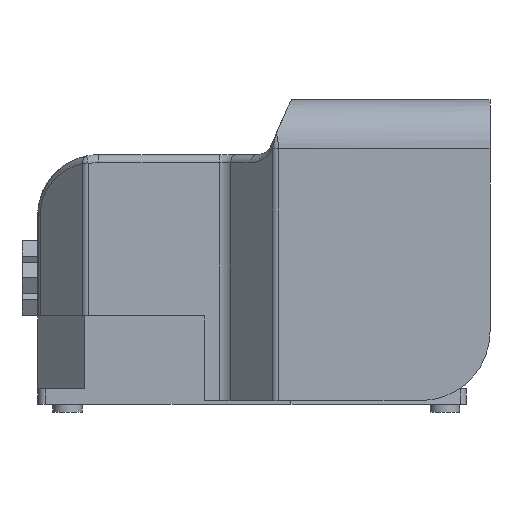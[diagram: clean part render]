
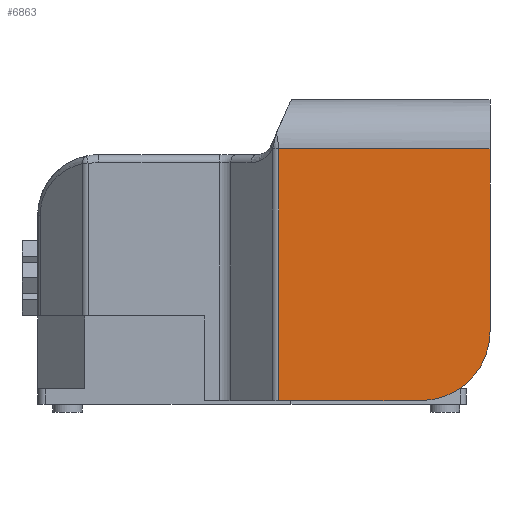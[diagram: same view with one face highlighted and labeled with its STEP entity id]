
A CAD part, front view. The second image highlights one B-rep face of the part: STEP entity #6863.
In plain terms, the highlighted planar face has unit normal (0, -1, 0).
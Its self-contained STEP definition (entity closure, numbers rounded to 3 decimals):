
#4419=CARTESIAN_POINT('',(80.0,-76.5,0.0));
#4420=VERTEX_POINT('',#4419);
#4427=CARTESIAN_POINT('',(7.446,-76.5,0.0));
#4428=VERTEX_POINT('',#4427);
#4429=CARTESIAN_POINT('',(7.446,-76.5,0.0));
#4430=DIRECTION('',(1.0,0.0,0.0));
#4431=VECTOR('',#4430,72.554);
#4432=LINE('',#4429,#4431);
#4433=EDGE_CURVE('',#4428,#4420,#4432,.T.);
#5700=CARTESIAN_POINT('',(115.0,-76.5,128.0));
#5701=VERTEX_POINT('',#5700);
#5709=CARTESIAN_POINT('',(115.0,-76.5,35.0));
#5710=VERTEX_POINT('',#5709);
#5711=CARTESIAN_POINT('',(115.0,-76.5,35.0));
#5712=DIRECTION('',(0.0,0.0,1.0));
#5713=VECTOR('',#5712,93.0);
#5714=LINE('',#5711,#5713);
#5715=EDGE_CURVE('',#5710,#5701,#5714,.T.);
#6681=CARTESIAN_POINT('',(7.446,-76.5,128.0));
#6682=VERTEX_POINT('',#6681);
#6714=CARTESIAN_POINT('',(7.446,-76.5,0.0));
#6715=DIRECTION('',(0.0,0.0,1.0));
#6716=VECTOR('',#6715,128.0);
#6717=LINE('',#6714,#6716);
#6718=EDGE_CURVE('',#4428,#6682,#6717,.T.);
#6791=CARTESIAN_POINT('',(80.0,-76.5,35.0));
#6792=DIRECTION('',(0.0,1.,0.0));
#6793=DIRECTION('',(0.707,0.0,-0.707));
#6794=AXIS2_PLACEMENT_3D('',#6791,#6792,#6793);
#6795=CIRCLE('',#6794,35.0);
#6796=EDGE_CURVE('',#5710,#4420,#6795,.T.);
#6838=CARTESIAN_POINT('',(7.446,-76.5,128.0));
#6839=DIRECTION('',(1.0,0.0,0.0));
#6840=VECTOR('',#6839,107.554);
#6841=LINE('',#6838,#6840);
#6842=EDGE_CURVE('',#6682,#5701,#6841,.T.);
#6851=CARTESIAN_POINT('',(115.0,-76.5,0.0));
#6852=DIRECTION('',(0.0,-1.0,0.0));
#6853=DIRECTION('',(0.0,0.0,-1.0));
#6854=AXIS2_PLACEMENT_3D('',#6851,#6852,#6853);
#6855=PLANE('',#6854);
#6856=ORIENTED_EDGE('',*,*,#6718,.F.);
#6857=ORIENTED_EDGE('',*,*,#4433,.T.);
#6858=ORIENTED_EDGE('',*,*,#6796,.F.);
#6859=ORIENTED_EDGE('',*,*,#5715,.T.);
#6860=ORIENTED_EDGE('',*,*,#6842,.F.);
#6861=EDGE_LOOP('',(#6856,#6857,#6858,#6859,#6860));
#6862=FACE_OUTER_BOUND('',#6861,.T.);
#6863=ADVANCED_FACE('',(#6862),#6855,.T.);
